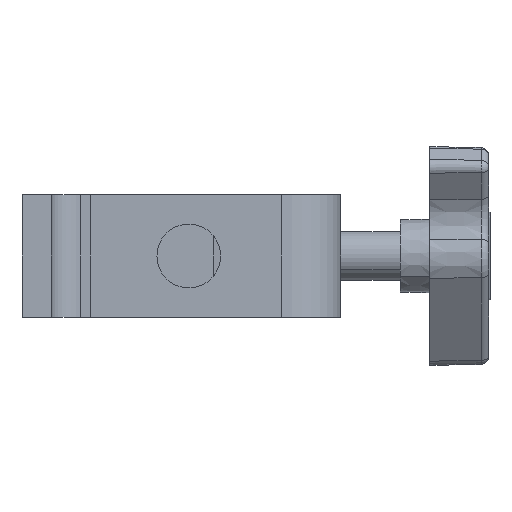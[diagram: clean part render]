
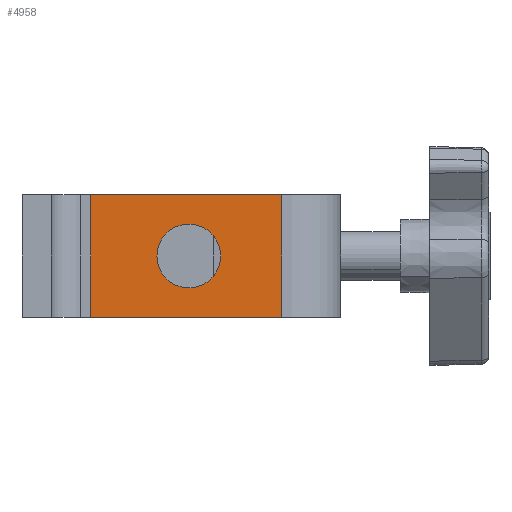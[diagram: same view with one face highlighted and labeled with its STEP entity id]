
A CAD part, front view. The second image highlights one B-rep face of the part: STEP entity #4958.
In plain terms, the highlighted planar face has unit normal (0, -1, 0).
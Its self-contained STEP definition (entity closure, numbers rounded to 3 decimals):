
#52 = CARTESIAN_POINT ( 'NONE',  ( -16., -233., 12.5 ) ) ;
#255 = AXIS2_PLACEMENT_3D ( 'NONE', #12101, #9741, #1075 ) ;
#466 = VERTEX_POINT ( 'NONE', #9207 ) ;
#643 = ORIENTED_EDGE ( 'NONE', *, *, #10220, .F. ) ;
#1075 = DIRECTION ( 'NONE',  ( 1., 0., 0. ) ) ;
#1226 = EDGE_CURVE ( 'NONE', #12090, #10602, #15601, .T. ) ;
#1315 = ORIENTED_EDGE ( 'NONE', *, *, #9180, .F. ) ;
#1321 = CARTESIAN_POINT ( 'NONE',  ( 23., -233., 12.5 ) ) ;
#2160 = CARTESIAN_POINT ( 'NONE',  ( 23., -233., 12.5 ) ) ;
#2230 = DIRECTION ( 'NONE',  ( 1., 0., 0. ) ) ;
#2278 = CIRCLE ( 'NONE', #9811, 6.5 ) ;
#2512 = AXIS2_PLACEMENT_3D ( 'NONE', #1321, #7717, #15095 ) ;
#2555 = CARTESIAN_POINT ( 'NONE',  ( 23., -233., 12.5 ) ) ;
#2673 = CARTESIAN_POINT ( 'NONE',  ( 4., -233., 0. ) ) ;
#2745 = CARTESIAN_POINT ( 'NONE',  ( -16., -233., -12.5 ) ) ;
#2829 = ORIENTED_EDGE ( 'NONE', *, *, #13477, .T. ) ;
#3648 = VERTEX_POINT ( 'NONE', #10562 ) ;
#4006 = LINE ( 'NONE', #7993, #6332 ) ;
#4629 = ORIENTED_EDGE ( 'NONE', *, *, #10624, .T. ) ;
#4958 = ADVANCED_FACE ( 'NONE', ( #15436, #12195 ), #8675, .F. ) ;
#4968 = DIRECTION ( 'NONE',  ( 0., 0., -1. ) ) ;
#5574 = LINE ( 'NONE', #2555, #11281 ) ;
#5975 = EDGE_CURVE ( 'NONE', #13853, #3648, #10467, .T. ) ;
#6332 = VECTOR ( 'NONE', #12669, 1000. ) ;
#7717 = DIRECTION ( 'NONE',  ( 0., 1., 0. ) ) ;
#7993 = CARTESIAN_POINT ( 'NONE',  ( -16., -233., 12.5 ) ) ;
#8057 = CARTESIAN_POINT ( 'NONE',  ( 10.5, -233., 0. ) ) ;
#8546 = CARTESIAN_POINT ( 'NONE',  ( 23., -233., 12.5 ) ) ;
#8675 = PLANE ( 'NONE',  #2512 ) ;
#9180 = EDGE_CURVE ( 'NONE', #10602, #466, #5574, .T. ) ;
#9207 = CARTESIAN_POINT ( 'NONE',  ( 23., -233., -12.5 ) ) ;
#9741 = DIRECTION ( 'NONE',  ( 0., -1., 0. ) ) ;
#9779 = ORIENTED_EDGE ( 'NONE', *, *, #5975, .F. ) ;
#9811 = AXIS2_PLACEMENT_3D ( 'NONE', #2673, #13431, #11970 ) ;
#10051 = VECTOR ( 'NONE', #13214, 1000. ) ;
#10220 = EDGE_CURVE ( 'NONE', #3648, #13853, #2278, .T. ) ;
#10467 = CIRCLE ( 'NONE', #255, 6.5 ) ;
#10562 = CARTESIAN_POINT ( 'NONE',  ( -2.5, -233., 0. ) ) ;
#10602 = VERTEX_POINT ( 'NONE', #8546 ) ;
#10624 = EDGE_CURVE ( 'NONE', #15079, #466, #10702, .T. ) ;
#10702 = LINE ( 'NONE', #14636, #10867 ) ;
#10867 = VECTOR ( 'NONE', #2230, 1000. ) ;
#11281 = VECTOR ( 'NONE', #4968, 1000. ) ;
#11774 = EDGE_LOOP ( 'NONE', ( #4629, #1315, #14799, #2829 ) ) ;
#11970 = DIRECTION ( 'NONE',  ( 1., 0., 0. ) ) ;
#12090 = VERTEX_POINT ( 'NONE', #52 ) ;
#12101 = CARTESIAN_POINT ( 'NONE',  ( 4., -233., 0. ) ) ;
#12195 = FACE_OUTER_BOUND ( 'NONE', #11774, .T. ) ;
#12288 = EDGE_LOOP ( 'NONE', ( #9779, #643 ) ) ;
#12669 = DIRECTION ( 'NONE',  ( 0., 0., -1. ) ) ;
#13214 = DIRECTION ( 'NONE',  ( 1., 0., 0. ) ) ;
#13431 = DIRECTION ( 'NONE',  ( 0., -1., 0. ) ) ;
#13477 = EDGE_CURVE ( 'NONE', #12090, #15079, #4006, .T. ) ;
#13853 = VERTEX_POINT ( 'NONE', #8057 ) ;
#14636 = CARTESIAN_POINT ( 'NONE',  ( 23., -233., -12.5 ) ) ;
#14799 = ORIENTED_EDGE ( 'NONE', *, *, #1226, .F. ) ;
#15079 = VERTEX_POINT ( 'NONE', #2745 ) ;
#15095 = DIRECTION ( 'NONE',  ( 0., 0., 1. ) ) ;
#15436 = FACE_BOUND ( 'NONE', #12288, .T. ) ;
#15601 = LINE ( 'NONE', #2160, #10051 ) ;
